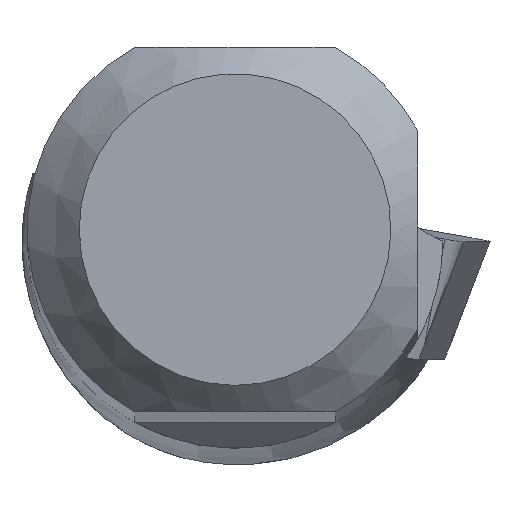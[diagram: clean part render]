
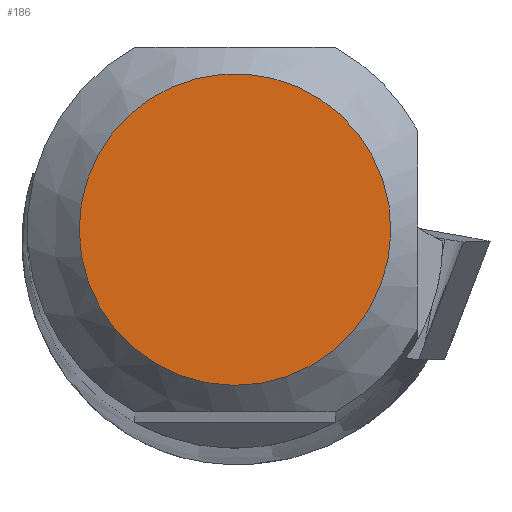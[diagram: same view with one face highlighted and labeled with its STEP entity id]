
A CAD part, top view. The second image highlights one B-rep face of the part: STEP entity #186.
In plain terms, the highlighted planar face has unit normal (0, 0, 1).
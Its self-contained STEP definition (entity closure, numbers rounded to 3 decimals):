
#144=FACE_OUTER_BOUND('',#401,.T.);
#186=ADVANCED_FACE('',(#144),#218,.T.);
#218=PLANE('',#1000);
#401=EDGE_LOOP('',(#538));
#538=ORIENTED_EDGE('',*,*,#808,.F.);
#715=VERTEX_POINT('',#1562);
#808=EDGE_CURVE('',#715,#715,#865,.T.);
#865=CIRCLE('',#999,2.994);
#999=AXIS2_PLACEMENT_3D('',#1561,#1173,#1174);
#1000=AXIS2_PLACEMENT_3D('',#1563,#1175,#1176);
#1173=DIRECTION('',(0.,0.,-1.));
#1174=DIRECTION('',(-1.,0.,0.));
#1175=DIRECTION('',(0.,0.,1.));
#1176=DIRECTION('',(-1.,0.,0.));
#1561=CARTESIAN_POINT('',(0.,0.,0.));
#1562=CARTESIAN_POINT('',(-2.994,0.,0.));
#1563=CARTESIAN_POINT('',(0.,0.,
0.));
